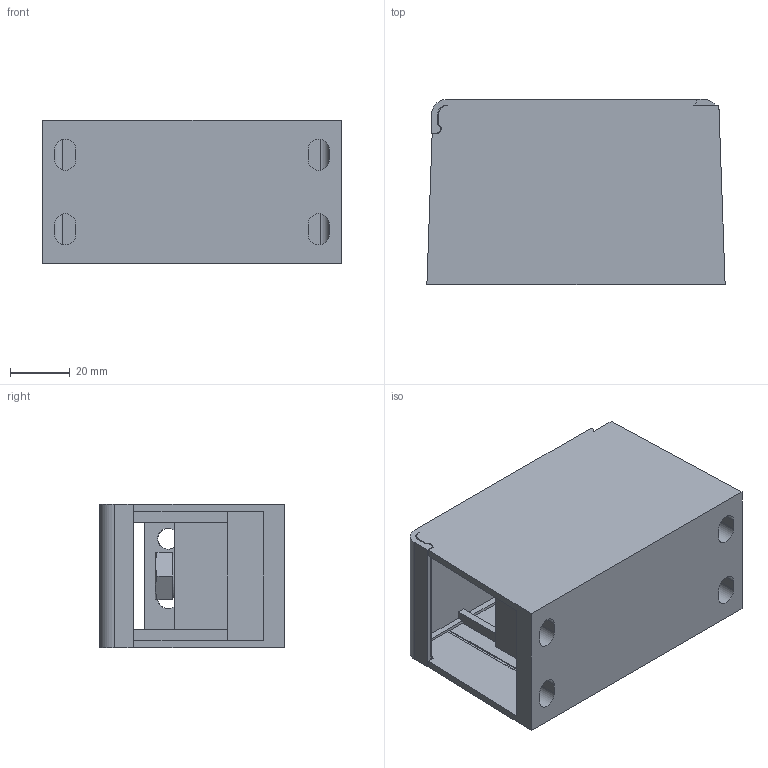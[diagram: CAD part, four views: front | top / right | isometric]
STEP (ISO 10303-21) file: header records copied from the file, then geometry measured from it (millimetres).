
FILE_DESCRIPTION((''),'2;1');
FILE_NAME('ASM0001_ASM','2024-01-17T',('dell'),(''),'PRO/ENGINEER BY PARAMETRIC TECHNOLOGY CORPORATION, 2013230','PRO/ENGINEER BY PARAMETRIC TECHNOLOGY CORPORATION, 2013230','');
FILE_SCHEMA(('AUTOMOTIVE_DESIGN { 1 0 10303 214 1 1 1 1 }'));
Length unit declared in the file: millimetre
Products named in the file (1): ASM0001_ASM
Bounding box: 100 x 62 x 48 mm (x, y, z)
Volume: 141008.5 mm3; surface area: 52955.8 mm2
Topology: 1 solids, 2 shells, 231 faces, 660 edges, 424 vertices
Faces by surface type: plane 139, cylinder 70, bspline 11, cone 8, torus 2, extrusion 1
Entity records: 11245 total; most frequent: CARTESIAN_POINT 5211, ORIENTED_EDGE 1320, DIRECTION 1137, EDGE_CURVE 660, VECTOR 447, LINE 446, VERTEX_POINT 424, AXIS2_PLACEMENT_3D 345
